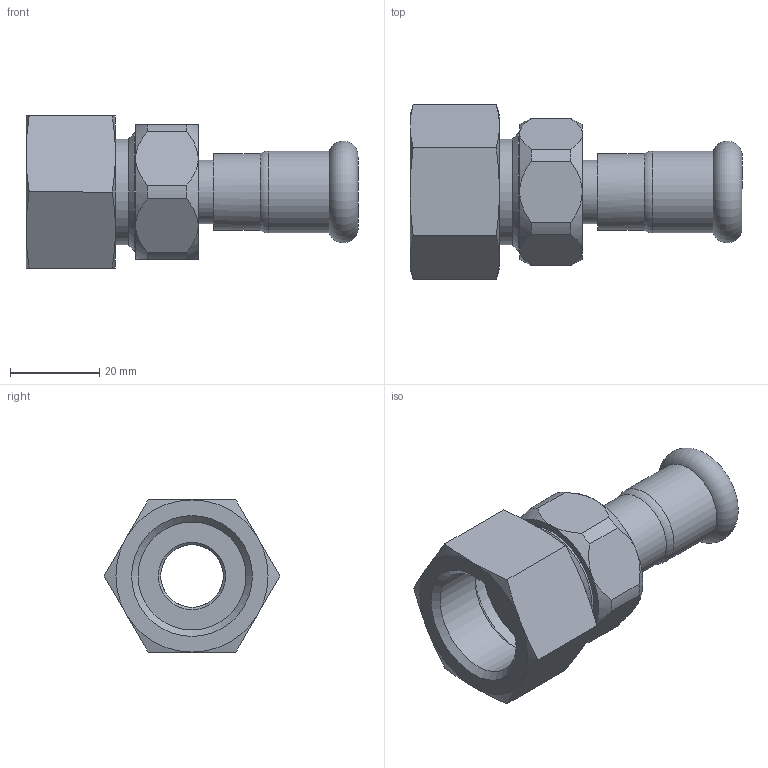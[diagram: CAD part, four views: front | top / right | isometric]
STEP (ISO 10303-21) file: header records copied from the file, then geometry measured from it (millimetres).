
FILE_DESCRIPTION(/* description */ (''),/* implementation_level */ '2;1');
FILE_NAME(/* name */ '184015013I_Inoxpres.stp',/* time_stamp */ '2022-10-17T09:04:46+02:00',/* author */ ('Vault'),/* organization */ ('Raccorderie metalliche s.p.a. '),/* preprocessor_version */ 'ST-DEVELOPER v18.1',/* originating_system */ 'Autodesk Inventor 2020',/* authorisation */ 'Raccorderie metalliche s.p.a. ');
FILE_SCHEMA (('AUTOMOTIVE_DESIGN { 1 0 10303 214 3 1 1 }'));
Length unit declared in the file: millimetre
Products named in the file (1): 184015013I_Inoxpres
Bounding box: 74.2 x 39.26 x 34 mm (x, y, z)
Volume: 24339.6 mm3; surface area: 13754 mm2
Topology: 1 solids, 2 shells, 91 faces, 236 edges, 156 vertices
Faces by surface type: cone 38, cylinder 23, plane 23, torus 7
Full cylindrical faces by diameter (mm): 14 x2, 14.2 x1, 15.3 x1, 15.7 x2, 17.2 x1, 18.3 x1, 21.8 x1, 22.2 x1, 23.5 x1, 24 x2, 24.117 x1, 24.4 x1, 26.45 x1, 28 x1
Entity records: 2856 total; most frequent: CARTESIAN_POINT 580, DIRECTION 511, ORIENTED_EDGE 472, EDGE_CURVE 236, AXIS2_PLACEMENT_3D 231, VERTEX_POINT 156, CIRCLE 139, EDGE_LOOP 102
